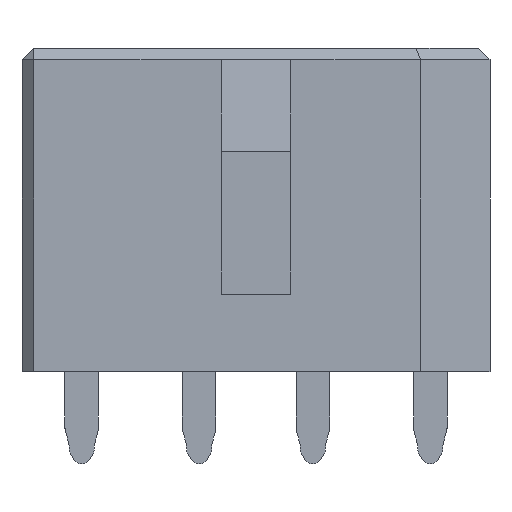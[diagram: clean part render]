
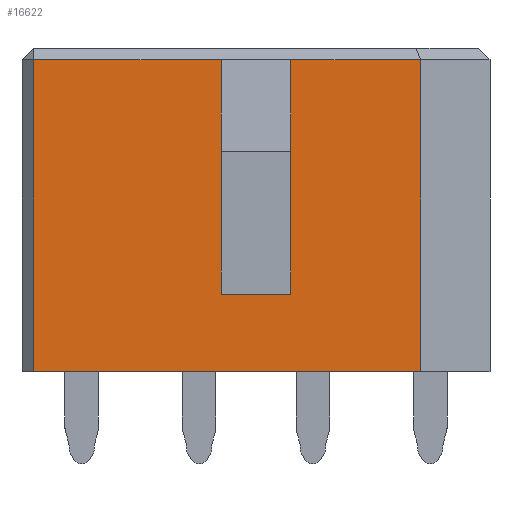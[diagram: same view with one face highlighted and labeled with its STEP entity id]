
A CAD part, front view. The second image highlights one B-rep face of the part: STEP entity #16622.
In plain terms, the highlighted planar face has unit normal (0, -1, 0).
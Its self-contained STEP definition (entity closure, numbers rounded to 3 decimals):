
#885 = EDGE_CURVE ( 'NONE', #44327, #36191, #12101, .T. ) ;
#1550 = EDGE_CURVE ( 'NONE', #44701, #41372, #46294, .T. ) ;
#2587 = VERTEX_POINT ( 'NONE', #11087 ) ;
#2921 = LINE ( 'NONE', #17594, #20502 ) ;
#2961 = VECTOR ( 'NONE', #12121, 1000. ) ;
#4419 = VECTOR ( 'NONE', #24910, 1000. ) ;
#5294 = LINE ( 'NONE', #20466, #4419 ) ;
#5416 = EDGE_CURVE ( 'NONE', #2587, #44327, #45689, .T. ) ;
#7060 = ORIENTED_EDGE ( 'NONE', *, *, #25197, .T. ) ;
#7817 = VECTOR ( 'NONE', #39895, 1000. ) ;
#8248 = DIRECTION ( 'NONE',  ( -1., 0., 0. ) ) ;
#8377 = CARTESIAN_POINT ( 'NONE',  ( -9.625, -33.5, 14. ) ) ;
#8556 = VERTEX_POINT ( 'NONE', #35574 ) ;
#9126 = VECTOR ( 'NONE', #47536, 1000. ) ;
#9580 = VECTOR ( 'NONE', #8248, 1000. ) ;
#9832 = CARTESIAN_POINT ( 'NONE',  ( 1.5, -33.5, 3.35 ) ) ;
#10603 = CARTESIAN_POINT ( 'NONE',  ( 1.5, -33.5, 13.5 ) ) ;
#11087 = CARTESIAN_POINT ( 'NONE',  ( -1.5, -33.5, 13.5 ) ) ;
#12060 = VERTEX_POINT ( 'NONE', #14536 ) ;
#12101 = LINE ( 'NONE', #8377, #32462 ) ;
#12121 = DIRECTION ( 'NONE',  ( -1., 0., 0. ) ) ;
#12732 = CARTESIAN_POINT ( 'NONE',  ( 1.5, -33.5, 3.35 ) ) ;
#12951 = DIRECTION ( 'NONE',  ( 1., 0., 0. ) ) ;
#13353 = ORIENTED_EDGE ( 'NONE', *, *, #885, .T. ) ;
#13481 = ORIENTED_EDGE ( 'NONE', *, *, #18215, .T. ) ;
#13956 = ORIENTED_EDGE ( 'NONE', *, *, #5416, .T. ) ;
#14536 = CARTESIAN_POINT ( 'NONE',  ( 7.125, -33.5, 0. ) ) ;
#16321 = VERTEX_POINT ( 'NONE', #9832 ) ;
#16622 = ADVANCED_FACE ( 'NONE', ( #30430 ), #38637, .F. ) ;
#17278 = ORIENTED_EDGE ( 'NONE', *, *, #1550, .T. ) ;
#17594 = CARTESIAN_POINT ( 'NONE',  ( -1.5, -33.5, 3.35 ) ) ;
#18159 = ORIENTED_EDGE ( 'NONE', *, *, #22404, .T. ) ;
#18215 = EDGE_CURVE ( 'NONE', #16321, #8556, #47026, .T. ) ;
#18265 = EDGE_CURVE ( 'NONE', #36191, #12060, #32106, .T. ) ;
#19026 = DIRECTION ( 'NONE',  ( 0., 0., 1. ) ) ;
#19391 = EDGE_LOOP ( 'NONE', ( #7060, #17278, #18159, #13481, #40441, #13956, #13353, #26584 ) ) ;
#20064 = DIRECTION ( 'NONE',  ( 0., 0., -1. ) ) ;
#20466 = CARTESIAN_POINT ( 'NONE',  ( 1.5, -33.5, 3.35 ) ) ;
#20502 = VECTOR ( 'NONE', #37459, 1000. ) ;
#22404 = EDGE_CURVE ( 'NONE', #41372, #16321, #5294, .T. ) ;
#23180 = CARTESIAN_POINT ( 'NONE',  ( -10.125, -33.5, 13.5 ) ) ;
#24231 = EDGE_CURVE ( 'NONE', #8556, #2587, #2921, .T. ) ;
#24657 = CARTESIAN_POINT ( 'NONE',  ( -10.125, -33.5, 0. ) ) ;
#24910 = DIRECTION ( 'NONE',  ( 0., 0., -1. ) ) ;
#25197 = EDGE_CURVE ( 'NONE', #12060, #44701, #28224, .T. ) ;
#26584 = ORIENTED_EDGE ( 'NONE', *, *, #18265, .T. ) ;
#26971 = CARTESIAN_POINT ( 'NONE',  ( -10.125, -33.5, 14. ) ) ;
#28224 = LINE ( 'NONE', #39668, #7817 ) ;
#28386 = CARTESIAN_POINT ( 'NONE',  ( 7.125, -33.5, 13.5 ) ) ;
#30430 = FACE_OUTER_BOUND ( 'NONE', #19391, .T. ) ;
#31183 = DIRECTION ( 'NONE',  ( 0., 1., 0. ) ) ;
#31356 = VECTOR ( 'NONE', #12951, 1000. ) ;
#32106 = LINE ( 'NONE', #24657, #31356 ) ;
#32462 = VECTOR ( 'NONE', #20064, 1000. ) ;
#32998 = AXIS2_PLACEMENT_3D ( 'NONE', #26971, #31183, #19026 ) ;
#35574 = CARTESIAN_POINT ( 'NONE',  ( -1.5, -33.5, 3.35 ) ) ;
#36191 = VERTEX_POINT ( 'NONE', #39303 ) ;
#37459 = DIRECTION ( 'NONE',  ( 0., 0., 1. ) ) ;
#38637 = PLANE ( 'NONE',  #32998 ) ;
#39303 = CARTESIAN_POINT ( 'NONE',  ( -9.625, -33.5, 0. ) ) ;
#39668 = CARTESIAN_POINT ( 'NONE',  ( 7.125, -33.5, 0. ) ) ;
#39895 = DIRECTION ( 'NONE',  ( 0., 0., 1. ) ) ;
#40441 = ORIENTED_EDGE ( 'NONE', *, *, #24231, .T. ) ;
#41372 = VERTEX_POINT ( 'NONE', #10603 ) ;
#42210 = CARTESIAN_POINT ( 'NONE',  ( -10.125, -33.5, 13.5 ) ) ;
#44327 = VERTEX_POINT ( 'NONE', #46605 ) ;
#44701 = VERTEX_POINT ( 'NONE', #28386 ) ;
#45689 = LINE ( 'NONE', #42210, #2961 ) ;
#46294 = LINE ( 'NONE', #23180, #9580 ) ;
#46605 = CARTESIAN_POINT ( 'NONE',  ( -9.625, -33.5, 13.5 ) ) ;
#47026 = LINE ( 'NONE', #12732, #9126 ) ;
#47536 = DIRECTION ( 'NONE',  ( -1., 0., 0. ) ) ;
